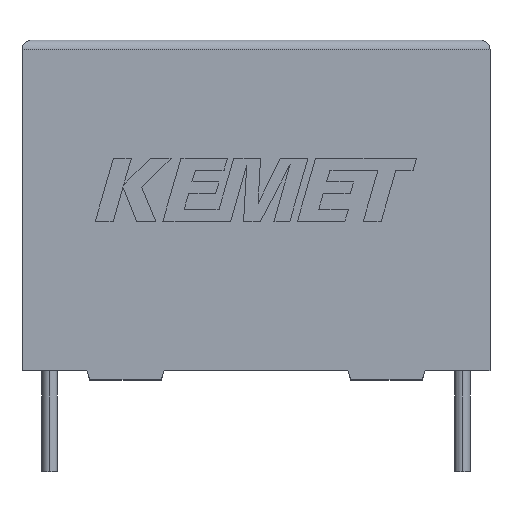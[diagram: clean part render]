
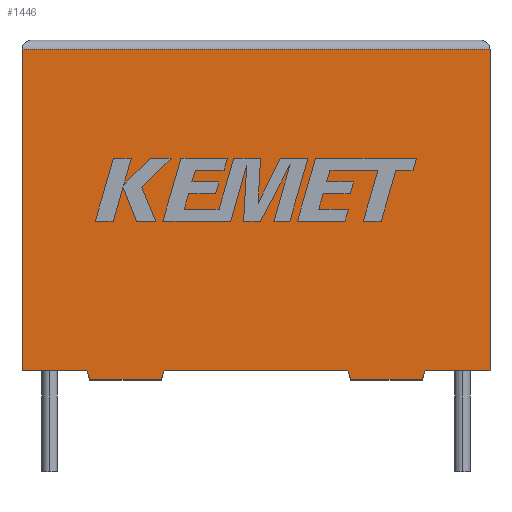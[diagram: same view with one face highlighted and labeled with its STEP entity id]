
A CAD part, top view. The second image highlights one B-rep face of the part: STEP entity #1446.
In plain terms, the highlighted planar face has unit normal (0, 0, 1).
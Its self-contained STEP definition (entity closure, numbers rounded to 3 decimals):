
#19 = DIRECTION ( 'NONE',  ( 0., -1., 0. ) ) ;
#23 = CARTESIAN_POINT ( 'NONE',  ( 17.909, -0.5, 10. ) ) ;
#64 = CARTESIAN_POINT ( 'NONE',  ( 3.69, -0.5, 10. ) ) ;
#71 = ORIENTED_EDGE ( 'NONE', *, *, #1156, .T. ) ;
#80 = EDGE_CURVE ( 'NONE', #2509, #239, #766, .T. ) ;
#103 = DIRECTION ( 'NONE',  ( -0.287, 0.958, 0. ) ) ;
#105 = VECTOR ( 'NONE', #1637, 1000. ) ;
#190 = VERTEX_POINT ( 'NONE', #854 ) ;
#234 = DIRECTION ( 'NONE',  ( -1., 0., 0. ) ) ;
#239 = VERTEX_POINT ( 'NONE', #1223 ) ;
#312 = LINE ( 'NONE', #2801, #105 ) ;
#319 = DIRECTION ( 'NONE',  ( 1., 0., 0. ) ) ;
#339 = CARTESIAN_POINT ( 'NONE',  ( 0., 0., 10. ) ) ;
#354 = CARTESIAN_POINT ( 'NONE',  ( 0., 0., 10. ) ) ;
#361 = VERTEX_POINT ( 'NONE', #2523 ) ;
#384 = CARTESIAN_POINT ( 'NONE',  ( 17.909, -0.5, 10. ) ) ;
#397 = DIRECTION ( 'NONE',  ( -1., 0., 0. ) ) ;
#434 = VERTEX_POINT ( 'NONE', #1116 ) ;
#488 = CARTESIAN_POINT ( 'NONE',  ( 25.5, 17.5, 10. ) ) ;
#489 = CARTESIAN_POINT ( 'NONE',  ( 25.5, 0., 10. ) ) ;
#502 = EDGE_CURVE ( 'NONE', #2509, #190, #944, .T. ) ;
#519 = EDGE_CURVE ( 'NONE', #239, #2538, #1986, .T. ) ;
#596 = VERTEX_POINT ( 'NONE', #23 ) ;
#615 = ORIENTED_EDGE ( 'NONE', *, *, #2707, .T. ) ;
#650 = CARTESIAN_POINT ( 'NONE',  ( 3.54, 0., 10. ) ) ;
#654 = CARTESIAN_POINT ( 'NONE',  ( 21.81, -0.5, 10. ) ) ;
#698 = CARTESIAN_POINT ( 'NONE',  ( 0., 17.5, 10. ) ) ;
#715 = ORIENTED_EDGE ( 'NONE', *, *, #3087, .T. ) ;
#744 = CARTESIAN_POINT ( 'NONE',  ( 0., 0., 10. ) ) ;
#766 = LINE ( 'NONE', #339, #1211 ) ;
#786 = ORIENTED_EDGE ( 'NONE', *, *, #1237, .T. ) ;
#854 = CARTESIAN_POINT ( 'NONE',  ( 21.81, -0.5, 10. ) ) ;
#856 = FACE_OUTER_BOUND ( 'NONE', #1610, .T. ) ;
#883 = VERTEX_POINT ( 'NONE', #1317 ) ;
#928 = DIRECTION ( 'NONE',  ( 0.287, 0.958, 0. ) ) ;
#944 = LINE ( 'NONE', #2175, #1213 ) ;
#950 = ORIENTED_EDGE ( 'NONE', *, *, #2177, .T. ) ;
#1020 = VECTOR ( 'NONE', #2914, 1000. ) ;
#1030 = LINE ( 'NONE', #698, #3005 ) ;
#1079 = VERTEX_POINT ( 'NONE', #2234 ) ;
#1116 = CARTESIAN_POINT ( 'NONE',  ( 0., 17.5, 10. ) ) ;
#1119 = CARTESIAN_POINT ( 'NONE',  ( 0., 0., 10. ) ) ;
#1153 = ORIENTED_EDGE ( 'NONE', *, *, #80, .T. ) ;
#1156 = EDGE_CURVE ( 'NONE', #361, #883, #2927, .T. ) ;
#1211 = VECTOR ( 'NONE', #2342, 1000. ) ;
#1213 = VECTOR ( 'NONE', #2188, 1000. ) ;
#1223 = CARTESIAN_POINT ( 'NONE',  ( 25.5, 0., 10. ) ) ;
#1237 = EDGE_CURVE ( 'NONE', #2464, #1624, #2425, .T. ) ;
#1272 = CARTESIAN_POINT ( 'NONE',  ( 21.96, 0., 10. ) ) ;
#1317 = CARTESIAN_POINT ( 'NONE',  ( 7.741, 0., 10. ) ) ;
#1323 = ORIENTED_EDGE ( 'NONE', *, *, #502, .F. ) ;
#1341 = ORIENTED_EDGE ( 'NONE', *, *, #1793, .F. ) ;
#1396 = DIRECTION ( 'NONE',  ( 0., 0., -1. ) ) ;
#1407 = CARTESIAN_POINT ( 'NONE',  ( 3.54, 0., 10. ) ) ;
#1429 = VECTOR ( 'NONE', #19, 1000. ) ;
#1446 = ADVANCED_FACE ( 'NONE', ( #856 ), #2890, .F. ) ;
#1576 = VECTOR ( 'NONE', #928, 1000. ) ;
#1610 = EDGE_LOOP ( 'NONE', ( #2368, #950, #2308, #715, #786, #615, #71, #1976, #1341, #2593, #1323, #1153 ) ) ;
#1624 = VERTEX_POINT ( 'NONE', #64 ) ;
#1626 = LINE ( 'NONE', #384, #1787 ) ;
#1637 = DIRECTION ( 'NONE',  ( 1., 0., 0. ) ) ;
#1677 = LINE ( 'NONE', #654, #2724 ) ;
#1787 = VECTOR ( 'NONE', #103, 1000. ) ;
#1788 = DIRECTION ( 'NONE',  ( 0., 1., 0. ) ) ;
#1789 = EDGE_CURVE ( 'NONE', #190, #596, #1677, .T. ) ;
#1793 = EDGE_CURVE ( 'NONE', #596, #1079, #1626, .T. ) ;
#1858 = VERTEX_POINT ( 'NONE', #2192 ) ;
#1966 = EDGE_CURVE ( 'NONE', #883, #1079, #312, .T. ) ;
#1976 = ORIENTED_EDGE ( 'NONE', *, *, #1966, .T. ) ;
#1986 = LINE ( 'NONE', #489, #2999 ) ;
#2050 = VECTOR ( 'NONE', #2189, 1000. ) ;
#2062 = VECTOR ( 'NONE', #319, 1000. ) ;
#2175 = CARTESIAN_POINT ( 'NONE',  ( 21.96, 0., 10. ) ) ;
#2177 = EDGE_CURVE ( 'NONE', #2538, #434, #1030, .T. ) ;
#2188 = DIRECTION ( 'NONE',  ( -0.287, -0.958, 0. ) ) ;
#2189 = DIRECTION ( 'NONE',  ( 0.287, -0.958, 0. ) ) ;
#2192 = CARTESIAN_POINT ( 'NONE',  ( 0., 0., 10. ) ) ;
#2200 = AXIS2_PLACEMENT_3D ( 'NONE', #354, #1396, #2924 ) ;
#2234 = CARTESIAN_POINT ( 'NONE',  ( 17.759, 0., 10. ) ) ;
#2308 = ORIENTED_EDGE ( 'NONE', *, *, #2508, .T. ) ;
#2342 = DIRECTION ( 'NONE',  ( 1., 0., 0. ) ) ;
#2368 = ORIENTED_EDGE ( 'NONE', *, *, #519, .T. ) ;
#2425 = LINE ( 'NONE', #650, #2050 ) ;
#2464 = VERTEX_POINT ( 'NONE', #1407 ) ;
#2508 = EDGE_CURVE ( 'NONE', #434, #1858, #2717, .T. ) ;
#2509 = VERTEX_POINT ( 'NONE', #1272 ) ;
#2523 = CARTESIAN_POINT ( 'NONE',  ( 7.591, -0.5, 10. ) ) ;
#2538 = VERTEX_POINT ( 'NONE', #488 ) ;
#2541 = LINE ( 'NONE', #2571, #2062 ) ;
#2571 = CARTESIAN_POINT ( 'NONE',  ( 3.69, -0.5, 10. ) ) ;
#2593 = ORIENTED_EDGE ( 'NONE', *, *, #1789, .F. ) ;
#2658 = LINE ( 'NONE', #1119, #1020 ) ;
#2707 = EDGE_CURVE ( 'NONE', #1624, #361, #2541, .T. ) ;
#2717 = LINE ( 'NONE', #744, #1429 ) ;
#2724 = VECTOR ( 'NONE', #397, 1000. ) ;
#2801 = CARTESIAN_POINT ( 'NONE',  ( 0., 0., 10. ) ) ;
#2890 = PLANE ( 'NONE',  #2200 ) ;
#2899 = CARTESIAN_POINT ( 'NONE',  ( 7.591, -0.5, 10. ) ) ;
#2914 = DIRECTION ( 'NONE',  ( 1., 0., 0. ) ) ;
#2924 = DIRECTION ( 'NONE',  ( -1., 0., 0. ) ) ;
#2927 = LINE ( 'NONE', #2899, #1576 ) ;
#2999 = VECTOR ( 'NONE', #1788, 1000. ) ;
#3005 = VECTOR ( 'NONE', #234, 1000. ) ;
#3087 = EDGE_CURVE ( 'NONE', #1858, #2464, #2658, .T. ) ;
